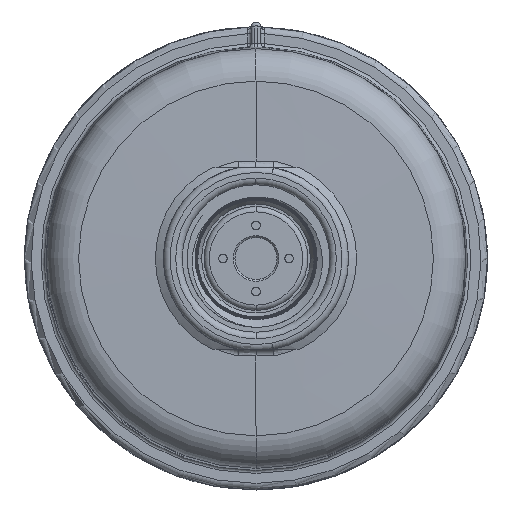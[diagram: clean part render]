
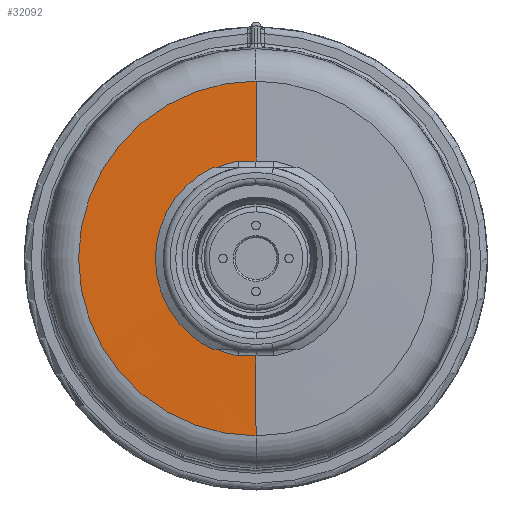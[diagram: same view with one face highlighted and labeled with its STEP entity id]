
A CAD part, front view. The second image highlights one B-rep face of the part: STEP entity #32092.
In plain terms, the highlighted conical face has half-angle 89 degrees and reference radius 20.773 mm.
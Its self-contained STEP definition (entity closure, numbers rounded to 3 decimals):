
#6899=CARTESIAN_POINT('',(0.,-32.295,
14.733));
#6901=DIRECTION('',(0.,0.017,1.));
#6902=VECTOR('',#6901,12.083);
#6903=CARTESIAN_POINT('',(0.,-32.295,
14.733));
#6904=LINE('',#6903,#6902);
#6910=DIRECTION('',(0.,0.017,-1.));
#6911=VECTOR('',#6910,12.083);
#6912=CARTESIAN_POINT('',(0.,-32.295,
-14.733));
#6913=LINE('',#6912,#6911);
#6914=CARTESIAN_POINT('',(0.,-32.295,
-14.733));
#10094=CARTESIAN_POINT('',(0.,-32.291,0.));
#10095=DIRECTION('',(0.,1.,0.));
#10096=DIRECTION('',(-0.182,0.,-0.983));
#10097=AXIS2_PLACEMENT_3D('',#10094,#10095,#10096);
#10124=CARTESIAN_POINT('',(-2.724,-32.291,
-14.733));
#10125=CARTESIAN_POINT('',(-2.613,-32.291,
-14.733));
#10126=CARTESIAN_POINT('',(-2.391,-32.292,
-14.733));
#10127=CARTESIAN_POINT('',(-2.057,-32.293,
-14.733));
#10128=CARTESIAN_POINT('',(-1.724,-32.293,
-14.733));
#10129=CARTESIAN_POINT('',(-1.391,-32.294,
-14.733));
#10130=CARTESIAN_POINT('',(-1.058,-32.295,
-14.733));
#10131=CARTESIAN_POINT('',(-0.719,-32.295,
-14.733));
#10132=CARTESIAN_POINT('',(-0.37,-32.295,
-14.733));
#10133=CARTESIAN_POINT('',(-0.125,-32.295,
-14.733));
#10134=CARTESIAN_POINT('',(0.,-32.295,
-14.733));
#10136=CARTESIAN_POINT('',(0.,-32.084,0.));
#10137=DIRECTION('',(0.,1.,0.));
#10138=DIRECTION('',(0.,0.,-1.));
#10139=AXIS2_PLACEMENT_3D('',#10136,#10137,#10138);
#10141=CARTESIAN_POINT('',(0.,-32.295,
14.733));
#10142=CARTESIAN_POINT('',(-0.227,-32.295,
14.733));
#10143=CARTESIAN_POINT('',(-0.681,-32.295,
14.733));
#10144=CARTESIAN_POINT('',(-1.365,-32.294,
14.733));
#10145=CARTESIAN_POINT('',(-2.048,-32.293,
14.733));
#10146=CARTESIAN_POINT('',(-2.499,-32.292,
14.733));
#10147=CARTESIAN_POINT('',(-2.724,-32.291,
14.733));
#20543=CARTESIAN_POINT('',(0.,-32.084,-26.814));
#20544=CARTESIAN_POINT('',(0.,-32.084,26.814));
#20545=VERTEX_POINT('',#20543);
#20546=VERTEX_POINT('',#20544);
#20741=VERTEX_POINT('',#6914);
#20744=VERTEX_POINT('',#10124);
#20747=VERTEX_POINT('',#6899);
#20748=VERTEX_POINT('',#10147);
#32078=CARTESIAN_POINT('',(0.,-32.19,0.));
#32079=DIRECTION('',(0.,1.,0.));
#32080=DIRECTION('',(0.,0.,-1.));
#32081=AXIS2_PLACEMENT_3D('',#32078,#32079,#32080);
#32082=CONICAL_SURFACE('',#32081,20.773,89.);
#32083=ORIENTED_EDGE('',*,*,#32036,.T.);
#32084=ORIENTED_EDGE('',*,*,#29906,.T.);
#32085=ORIENTED_EDGE('',*,*,#29874,.T.);
#32086=ORIENTED_EDGE('',*,*,#29903,.F.);
#32088=ORIENTED_EDGE('',*,*,#32087,.T.);
#32089=ORIENTED_EDGE('',*,*,#32001,.F.);
#32090=EDGE_LOOP('',(#32083,#32084,#32085,#32086,#32088,#32089));
#32091=FACE_OUTER_BOUND('',#32090,.F.);
#32092=ADVANCED_FACE('',(#32091),#32082,.T.);
#10098=CIRCLE('',#10097,14.983);
#10135=B_SPLINE_CURVE_WITH_KNOTS('',3,(#10124,#10125,#10126,#10127,#10128,
#10129,#10130,#10131,#10132,#10133,#10134),.UNSPECIFIED.,.F.,.F.,(4,1,1,1,1,1,1,
1,4),(0.,0.125,0.25,0.375,0.5,0.625,0.75,0.875,1.),
.UNSPECIFIED.);
#10140=CIRCLE('',#10139,26.814);
#10148=B_SPLINE_CURVE_WITH_KNOTS('',3,(#10141,#10142,#10143,#10144,#10145,
#10146,#10147),.UNSPECIFIED.,.F.,.F.,(4,1,1,1,4),(0.,0.25,0.5,0.75,
1.),.UNSPECIFIED.);
#29874=EDGE_CURVE('',#20545,#20546,#10140,.T.);
#29903=EDGE_CURVE('',#20747,#20546,#6904,.T.);
#29906=EDGE_CURVE('',#20741,#20545,#6913,.T.);
#32001=EDGE_CURVE('',#20744,#20748,#10098,.T.);
#32036=EDGE_CURVE('',#20744,#20741,#10135,.T.);
#32087=EDGE_CURVE('',#20747,#20748,#10148,.T.);
